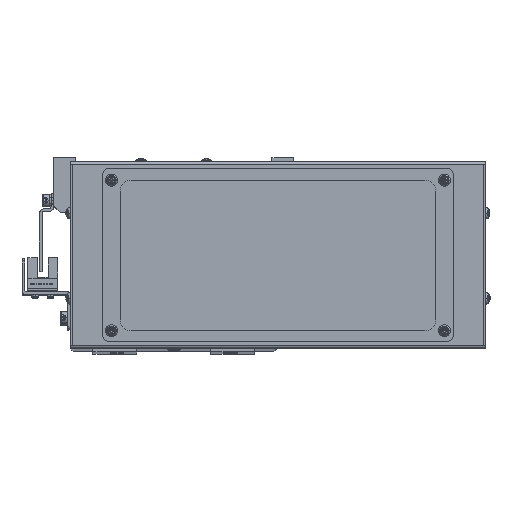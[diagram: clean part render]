
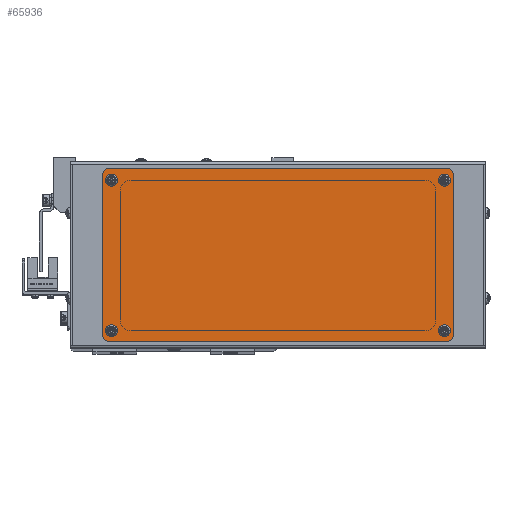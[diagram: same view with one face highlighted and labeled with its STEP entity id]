
A CAD part, top view. The second image highlights one B-rep face of the part: STEP entity #65936.
In plain terms, the highlighted face is planar.
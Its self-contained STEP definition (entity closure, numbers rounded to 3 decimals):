
#2699 = VECTOR ( 'NONE', #65490, 1000. ) ;
#3308 = CARTESIAN_POINT ( 'NONE',  ( -77.25, 39.75, 0. ) ) ;
#4290 = EDGE_CURVE ( 'NONE', #44670, #24662, #69668, .T. ) ;
#4591 = CIRCLE ( 'NONE', #67038, 1.7 ) ;
#4729 = FACE_BOUND ( 'NONE', #18641, .T. ) ;
#5043 = CARTESIAN_POINT ( 'NONE',  ( 77.25, 36.75, 0. ) ) ;
#5208 = DIRECTION ( 'NONE',  ( 0., 0., 1. ) ) ;
#5464 = AXIS2_PLACEMENT_3D ( 'NONE', #30666, #68548, #36104 ) ;
#5705 = PLANE ( 'NONE',  #33843 ) ;
#5931 = DIRECTION ( 'NONE',  ( 0., 0., 1. ) ) ;
#6528 = EDGE_CURVE ( 'NONE', #18093, #14768, #39590, .T. ) ;
#6548 = VERTEX_POINT ( 'NONE', #27451 ) ;
#6963 = CIRCLE ( 'NONE', #67739, 1.7 ) ;
#7626 = EDGE_CURVE ( 'NONE', #10306, #26087, #67363, .T. ) ;
#9189 = DIRECTION ( 'NONE',  ( 0., 0., 1. ) ) ;
#9529 = VECTOR ( 'NONE', #26642, 1000. ) ;
#10306 = VERTEX_POINT ( 'NONE', #18520 ) ;
#10485 = DIRECTION ( 'NONE',  ( 1., 0., 0. ) ) ;
#10986 = EDGE_CURVE ( 'NONE', #60646, #21778, #39783, .T. ) ;
#11082 = ORIENTED_EDGE ( 'NONE', *, *, #36592, .F. ) ;
#11112 = CARTESIAN_POINT ( 'NONE',  ( -77.25, 36.75, 0. ) ) ;
#11921 = AXIS2_PLACEMENT_3D ( 'NONE', #22085, #59990, #27520 ) ;
#12699 = CIRCLE ( 'NONE', #27097, 3. ) ;
#12818 = CARTESIAN_POINT ( 'NONE',  ( 77.25, -36.75, 0. ) ) ;
#13976 = CARTESIAN_POINT ( 'NONE',  ( -77.25, -39.75, 0. ) ) ;
#14768 = VERTEX_POINT ( 'NONE', #66107 ) ;
#14909 = CARTESIAN_POINT ( 'NONE',  ( -80.25, -36.75, 0. ) ) ;
#15394 = EDGE_CURVE ( 'NONE', #56699, #6548, #48687, .T. ) ;
#15633 = LINE ( 'NONE', #14909, #68157 ) ;
#16682 = EDGE_CURVE ( 'NONE', #23661, #18093, #47654, .T. ) ;
#17447 = ORIENTED_EDGE ( 'NONE', *, *, #7626, .T. ) ;
#18093 = VERTEX_POINT ( 'NONE', #3308 ) ;
#18294 = DIRECTION ( 'NONE',  ( 1., 0., 0. ) ) ;
#18498 = DIRECTION ( 'NONE',  ( 1., 0., 0. ) ) ;
#18520 = CARTESIAN_POINT ( 'NONE',  ( -77.95, -34.75, 0. ) ) ;
#18641 = EDGE_LOOP ( 'NONE', ( #17447, #37488 ) ) ;
#18671 = CARTESIAN_POINT ( 'NONE',  ( -74.55, -34.75, 0. ) ) ;
#18993 = EDGE_LOOP ( 'NONE', ( #65610, #55617, #59314, #11082, #33617, #68931, #51092, #30856 ) ) ;
#19583 = CARTESIAN_POINT ( 'NONE',  ( 80.25, 36.75, 0. ) ) ;
#20092 = EDGE_CURVE ( 'NONE', #24662, #44670, #21874, .T. ) ;
#20927 = CARTESIAN_POINT ( 'NONE',  ( -76.25, -34.75, 0. ) ) ;
#21212 = CARTESIAN_POINT ( 'NONE',  ( 80.25, 36.75, 0. ) ) ;
#21778 = VERTEX_POINT ( 'NONE', #32266 ) ;
#21874 = CIRCLE ( 'NONE', #11921, 1.7 ) ;
#22044 = ORIENTED_EDGE ( 'NONE', *, *, #4290, .T. ) ;
#22085 = CARTESIAN_POINT ( 'NONE',  ( 76.25, -34.75, 0. ) ) ;
#22534 = FACE_OUTER_BOUND ( 'NONE', #18993, .T. ) ;
#22756 = ORIENTED_EDGE ( 'NONE', *, *, #36922, .T. ) ;
#22899 = CARTESIAN_POINT ( 'NONE',  ( -76.25, 34.25, 0. ) ) ;
#23470 = CARTESIAN_POINT ( 'NONE',  ( -76.25, -34.75, 0. ) ) ;
#23661 = VERTEX_POINT ( 'NONE', #39659 ) ;
#23904 = CARTESIAN_POINT ( 'NONE',  ( 77.25, -39.75, 0. ) ) ;
#23911 = CIRCLE ( 'NONE', #60620, 3. ) ;
#24091 = AXIS2_PLACEMENT_3D ( 'NONE', #23470, #61354, #28878 ) ;
#24662 = VERTEX_POINT ( 'NONE', #63504 ) ;
#24878 = AXIS2_PLACEMENT_3D ( 'NONE', #29713, #67603, #35159 ) ;
#26087 = VERTEX_POINT ( 'NONE', #18671 ) ;
#26350 = DIRECTION ( 'NONE',  ( 1., 0., 0. ) ) ;
#26642 = DIRECTION ( 'NONE',  ( 0., 1., 0. ) ) ;
#27097 = AXIS2_PLACEMENT_3D ( 'NONE', #61716, #29241, #67110 ) ;
#27451 = CARTESIAN_POINT ( 'NONE',  ( 77.25, -39.75, 0. ) ) ;
#27520 = DIRECTION ( 'NONE',  ( 1., 0., 0. ) ) ;
#28321 = DIRECTION ( 'NONE',  ( 1., 0., 0. ) ) ;
#28878 = DIRECTION ( 'NONE',  ( 1., 0., 0. ) ) ;
#29241 = DIRECTION ( 'NONE',  ( 0., 0., 1. ) ) ;
#29713 = CARTESIAN_POINT ( 'NONE',  ( -76.25, 34.25, 0. ) ) ;
#30168 = AXIS2_PLACEMENT_3D ( 'NONE', #20927, #58827, #26350 ) ;
#30666 = CARTESIAN_POINT ( 'NONE',  ( 76.25, -34.75, 0. ) ) ;
#30856 = ORIENTED_EDGE ( 'NONE', *, *, #58525, .F. ) ;
#31506 = CARTESIAN_POINT ( 'NONE',  ( 77.95, 34.25, 0. ) ) ;
#31765 = ORIENTED_EDGE ( 'NONE', *, *, #59343, .T. ) ;
#31828 = DIRECTION ( 'NONE',  ( 0., 0., 1. ) ) ;
#31830 = FACE_BOUND ( 'NONE', #63286, .T. ) ;
#32266 = CARTESIAN_POINT ( 'NONE',  ( -77.95, 34.25, 0. ) ) ;
#32512 = VECTOR ( 'NONE', #18498, 1000. ) ;
#33617 = ORIENTED_EDGE ( 'NONE', *, *, #46609, .F. ) ;
#33843 = AXIS2_PLACEMENT_3D ( 'NONE', #11112, #5931, #43869 ) ;
#34249 = CIRCLE ( 'NONE', #64154, 3. ) ;
#34822 = EDGE_CURVE ( 'NONE', #26087, #10306, #63309, .T. ) ;
#35060 = EDGE_LOOP ( 'NONE', ( #22756, #31765 ) ) ;
#35159 = DIRECTION ( 'NONE',  ( 1., 0., 0. ) ) ;
#36104 = DIRECTION ( 'NONE',  ( 1., 0., 0. ) ) ;
#36483 = ORIENTED_EDGE ( 'NONE', *, *, #58950, .T. ) ;
#36485 = VERTEX_POINT ( 'NONE', #46849 ) ;
#36592 = EDGE_CURVE ( 'NONE', #54505, #51210, #52794, .T. ) ;
#36922 = EDGE_CURVE ( 'NONE', #36485, #59937, #6963, .T. ) ;
#37452 = CARTESIAN_POINT ( 'NONE',  ( -80.25, -36.75, 0. ) ) ;
#37488 = ORIENTED_EDGE ( 'NONE', *, *, #34822, .T. ) ;
#37631 = CARTESIAN_POINT ( 'NONE',  ( -77.25, 36.75, 0. ) ) ;
#39000 = VERTEX_POINT ( 'NONE', #37452 ) ;
#39590 = CIRCLE ( 'NONE', #68613, 3. ) ;
#39659 = CARTESIAN_POINT ( 'NONE',  ( 77.25, 39.75, 0. ) ) ;
#39783 = CIRCLE ( 'NONE', #24878, 1.7 ) ;
#41642 = CARTESIAN_POINT ( 'NONE',  ( 76.25, 34.25, 0. ) ) ;
#42988 = DIRECTION ( 'NONE',  ( 0., 0., 1. ) ) ;
#43154 = DIRECTION ( 'NONE',  ( 1., 0., 0. ) ) ;
#43541 = CARTESIAN_POINT ( 'NONE',  ( -74.55, 34.25, 0. ) ) ;
#43869 = DIRECTION ( 'NONE',  ( 1., 0., 0. ) ) ;
#44670 = VERTEX_POINT ( 'NONE', #47868 ) ;
#46269 = AXIS2_PLACEMENT_3D ( 'NONE', #64279, #31828, #69719 ) ;
#46292 = FACE_BOUND ( 'NONE', #35060, .T. ) ;
#46609 = EDGE_CURVE ( 'NONE', #6548, #54505, #34249, .T. ) ;
#46849 = CARTESIAN_POINT ( 'NONE',  ( 74.55, 34.25, 0. ) ) ;
#47122 = DIRECTION ( 'NONE',  ( 1., 0., 0. ) ) ;
#47406 = DIRECTION ( 'NONE',  ( 0., -1., 0. ) ) ;
#47654 = LINE ( 'NONE', #54654, #2699 ) ;
#47868 = CARTESIAN_POINT ( 'NONE',  ( 77.95, -34.75, 0. ) ) ;
#48687 = LINE ( 'NONE', #23904, #32512 ) ;
#50195 = ORIENTED_EDGE ( 'NONE', *, *, #20092, .T. ) ;
#50797 = DIRECTION ( 'NONE',  ( 0., 0., 1. ) ) ;
#51092 = ORIENTED_EDGE ( 'NONE', *, *, #69150, .F. ) ;
#51210 = VERTEX_POINT ( 'NONE', #19583 ) ;
#52794 = LINE ( 'NONE', #21212, #9529 ) ;
#52859 = CIRCLE ( 'NONE', #46269, 1.7 ) ;
#54505 = VERTEX_POINT ( 'NONE', #58847 ) ;
#54654 = CARTESIAN_POINT ( 'NONE',  ( -77.25, 39.75, 0. ) ) ;
#55617 = ORIENTED_EDGE ( 'NONE', *, *, #16682, .F. ) ;
#56699 = VERTEX_POINT ( 'NONE', #13976 ) ;
#58525 = EDGE_CURVE ( 'NONE', #14768, #39000, #15633, .T. ) ;
#58827 = DIRECTION ( 'NONE',  ( 0., 0., 1. ) ) ;
#58847 = CARTESIAN_POINT ( 'NONE',  ( 80.25, -36.75, 0. ) ) ;
#58950 = EDGE_CURVE ( 'NONE', #21778, #60646, #4591, .T. ) ;
#59314 = ORIENTED_EDGE ( 'NONE', *, *, #67713, .F. ) ;
#59343 = EDGE_CURVE ( 'NONE', #59937, #36485, #52859, .T. ) ;
#59937 = VERTEX_POINT ( 'NONE', #31506 ) ;
#59990 = DIRECTION ( 'NONE',  ( 0., 0., 1. ) ) ;
#60620 = AXIS2_PLACEMENT_3D ( 'NONE', #5043, #42988, #10485 ) ;
#60646 = VERTEX_POINT ( 'NONE', #43541 ) ;
#60663 = FACE_BOUND ( 'NONE', #64673, .T. ) ;
#60803 = DIRECTION ( 'NONE',  ( 0., 0., 1. ) ) ;
#61354 = DIRECTION ( 'NONE',  ( 0., 0., 1. ) ) ;
#61716 = CARTESIAN_POINT ( 'NONE',  ( -77.25, -36.75, 0. ) ) ;
#63286 = EDGE_LOOP ( 'NONE', ( #50195, #22044 ) ) ;
#63309 = CIRCLE ( 'NONE', #24091, 1.7 ) ;
#63504 = CARTESIAN_POINT ( 'NONE',  ( 74.55, -34.75, 0. ) ) ;
#64147 = ORIENTED_EDGE ( 'NONE', *, *, #10986, .T. ) ;
#64154 = AXIS2_PLACEMENT_3D ( 'NONE', #12818, #50797, #18294 ) ;
#64279 = CARTESIAN_POINT ( 'NONE',  ( 76.25, 34.25, 0. ) ) ;
#64673 = EDGE_LOOP ( 'NONE', ( #36483, #64147 ) ) ;
#65490 = DIRECTION ( 'NONE',  ( -1., 0., 0. ) ) ;
#65610 = ORIENTED_EDGE ( 'NONE', *, *, #6528, .F. ) ;
#65936 = ADVANCED_FACE ( 'NONE', ( #4729, #60663, #22534, #46292, #31830 ), #5705, .F. ) ;
#66107 = CARTESIAN_POINT ( 'NONE',  ( -80.25, 36.75, 0. ) ) ;
#67038 = AXIS2_PLACEMENT_3D ( 'NONE', #22899, #60803, #28321 ) ;
#67110 = DIRECTION ( 'NONE',  ( 1., 0., 0. ) ) ;
#67363 = CIRCLE ( 'NONE', #30168, 1.7 ) ;
#67603 = DIRECTION ( 'NONE',  ( 0., 0., 1. ) ) ;
#67713 = EDGE_CURVE ( 'NONE', #51210, #23661, #23911, .T. ) ;
#67739 = AXIS2_PLACEMENT_3D ( 'NONE', #41642, #9189, #47122 ) ;
#68157 = VECTOR ( 'NONE', #47406, 1000. ) ;
#68548 = DIRECTION ( 'NONE',  ( 0., 0., 1. ) ) ;
#68613 = AXIS2_PLACEMENT_3D ( 'NONE', #37631, #5208, #43154 ) ;
#68931 = ORIENTED_EDGE ( 'NONE', *, *, #15394, .F. ) ;
#69150 = EDGE_CURVE ( 'NONE', #39000, #56699, #12699, .T. ) ;
#69668 = CIRCLE ( 'NONE', #5464, 1.7 ) ;
#69719 = DIRECTION ( 'NONE',  ( 1., 0., 0. ) ) ;
